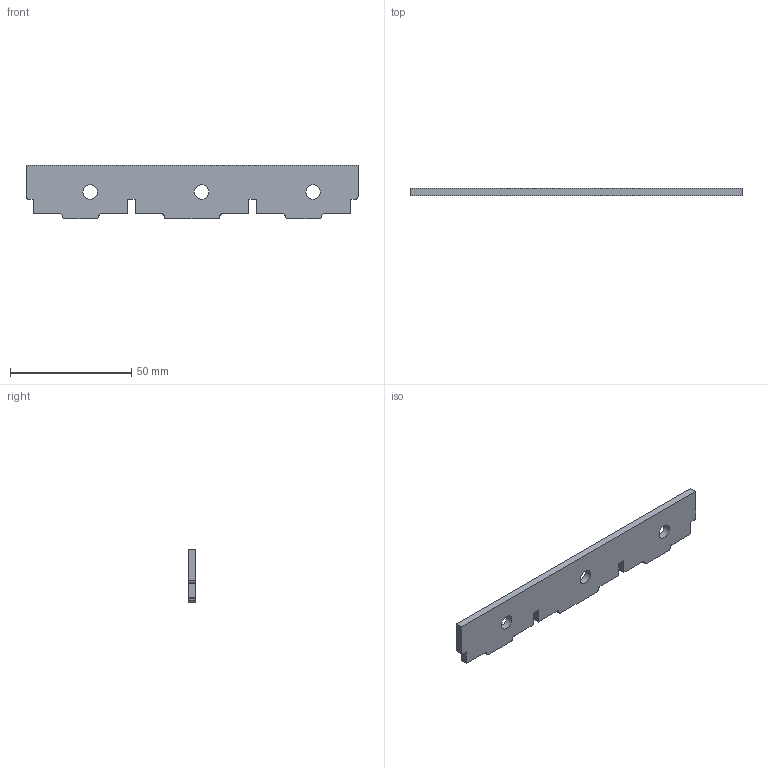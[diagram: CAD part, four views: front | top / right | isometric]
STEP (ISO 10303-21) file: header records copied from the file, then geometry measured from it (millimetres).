
FILE_DESCRIPTION((''),'2;1');
FILE_NAME('OBMP-BTP-P3-1651','2023-10-11T20:59:56',('ccha425'),('Department of Mechanical Engineering, The University of Auckland'),'CREO PARAMETRIC BY PTC INC, 2017260','CREO PARAMETRIC BY PTC INC, 2017260','');
FILE_SCHEMA(('CONFIG_CONTROL_DESIGN'));
Length unit declared in the file: millimetre
Products named in the file (1): OBMP-BTP-P3-1651
Bounding box: 137 x 3 x 22 mm (x, y, z)
Volume: 8066.2 mm3; surface area: 6579.1 mm2
Topology: 1 solids, 1 shells, 44 faces, 126 edges, 84 vertices
Faces by surface type: plane 24, cylinder 20
Entity records: 1500 total; most frequent: CARTESIAN_POINT 254, DIRECTION 254, ORIENTED_EDGE 252, EDGE_CURVE 126, VECTOR 86, LINE 86, AXIS2_PLACEMENT_3D 84, VERTEX_POINT 84
